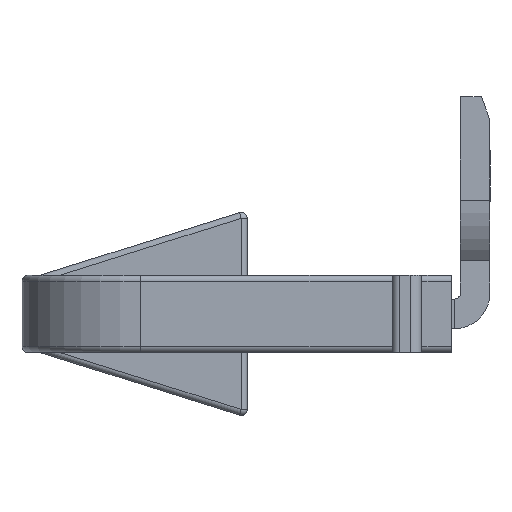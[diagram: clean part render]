
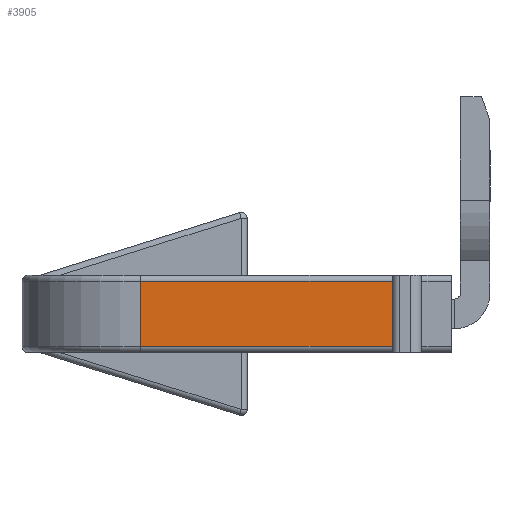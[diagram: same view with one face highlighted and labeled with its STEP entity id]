
A CAD part, left-side view. The second image highlights one B-rep face of the part: STEP entity #3905.
In plain terms, the highlighted planar face has unit normal (-1, 0, 0).
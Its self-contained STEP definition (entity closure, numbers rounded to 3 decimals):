
#449 = ORIENTED_EDGE ( 'NONE', *, *, #9474, .T. ) ;
#1052 = ORIENTED_EDGE ( 'NONE', *, *, #9896, .T. ) ;
#1446 = VECTOR ( 'NONE', #3138, 1000. ) ;
#1463 = LINE ( 'NONE', #3295, #1446 ) ;
#1652 = CARTESIAN_POINT ( 'NONE',  ( -48.646, 7.63, -2.719 ) ) ;
#1941 = DIRECTION ( 'NONE',  ( 0., 1., 0. ) ) ;
#2139 = CARTESIAN_POINT ( 'NONE',  ( -48.646, 20.13, -2.719 ) ) ;
#2595 = VERTEX_POINT ( 'NONE', #1652 ) ;
#2880 = VECTOR ( 'NONE', #6245, 1000. ) ;
#2892 = LINE ( 'NONE', #5389, #2880 ) ;
#2994 = VERTEX_POINT ( 'NONE', #7062 ) ;
#3016 = VECTOR ( 'NONE', #6859, 1000. ) ;
#3138 = DIRECTION ( 'NONE',  ( 0., 0., 1. ) ) ;
#3295 = CARTESIAN_POINT ( 'NONE',  ( -48.646, 7.63, -5.119 ) ) ;
#3905 = ADVANCED_FACE ( 'NONE', ( #5864 ), #8469, .F. ) ;
#4057 = LINE ( 'NONE', #6546, #3016 ) ;
#5389 = CARTESIAN_POINT ( 'NONE',  ( -48.646, 20.13, -4.919 ) ) ;
#5421 = CARTESIAN_POINT ( 'NONE',  ( -48.646, 7.63, -4.919 ) ) ;
#5666 = ORIENTED_EDGE ( 'NONE', *, *, #9469, .T. ) ;
#5864 = FACE_OUTER_BOUND ( 'NONE', #13354, .T. ) ;
#6111 = VERTEX_POINT ( 'NONE', #5421 ) ;
#6245 = DIRECTION ( 'NONE',  ( 0., -1., 0. ) ) ;
#6291 = CARTESIAN_POINT ( 'NONE',  ( -48.646, 16.13, -2.719 ) ) ;
#6546 = CARTESIAN_POINT ( 'NONE',  ( -48.646, 16.13, -5.119 ) ) ;
#6859 = DIRECTION ( 'NONE',  ( 0., 0., -1. ) ) ;
#7062 = CARTESIAN_POINT ( 'NONE',  ( -48.646, 16.13, -4.919 ) ) ;
#7952 = VECTOR ( 'NONE', #1941, 1000. ) ;
#8285 = DIRECTION ( 'NONE',  ( 0., 0., -1. ) ) ;
#8296 = DIRECTION ( 'NONE',  ( 1., 0., 0. ) ) ;
#8469 = PLANE ( 'NONE',  #12844 ) ;
#8777 = LINE ( 'NONE', #2139, #7952 ) ;
#9469 = EDGE_CURVE ( 'NONE', #10019, #2994, #4057, .T. ) ;
#9474 = EDGE_CURVE ( 'NONE', #2994, #6111, #2892, .T. ) ;
#9764 = EDGE_CURVE ( 'NONE', #6111, #2595, #1463, .T. ) ;
#9896 = EDGE_CURVE ( 'NONE', #2595, #10019, #8777, .T. ) ;
#10019 = VERTEX_POINT ( 'NONE', #6291 ) ;
#10315 = CARTESIAN_POINT ( 'NONE',  ( -48.646, 20.13, -5.119 ) ) ;
#12012 = ORIENTED_EDGE ( 'NONE', *, *, #9764, .T. ) ;
#12844 = AXIS2_PLACEMENT_3D ( 'NONE', #10315, #8296, #8285 ) ;
#13354 = EDGE_LOOP ( 'NONE', ( #5666, #449, #12012, #1052 ) ) ;
